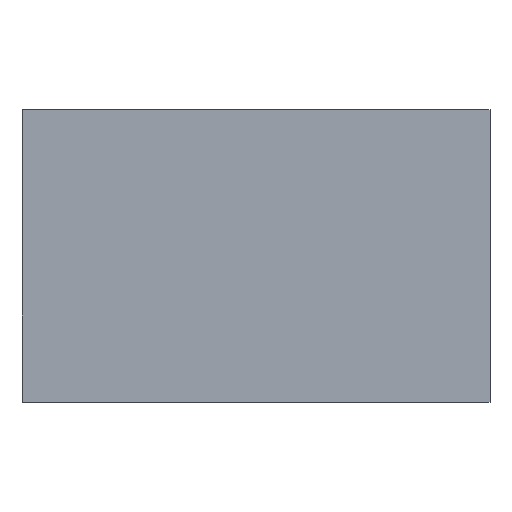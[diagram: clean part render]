
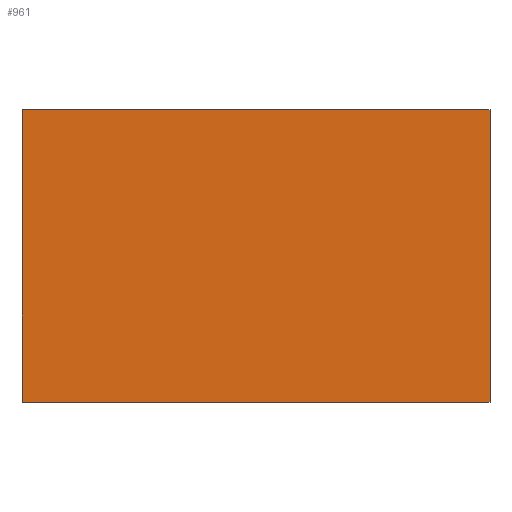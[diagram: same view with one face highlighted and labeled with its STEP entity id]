
A CAD part, top view. The second image highlights one B-rep face of the part: STEP entity #961.
In plain terms, the highlighted planar face has unit normal (0, 0, 1).
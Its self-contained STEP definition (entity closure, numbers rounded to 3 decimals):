
#75=FACE_OUTER_BOUND('',#130,.T.);
#130=EDGE_LOOP('',(#856,#857,#858,#859));
#254=LINE('',#1516,#383);
#256=LINE('',#1520,#385);
#258=LINE('',#1524,#387);
#260=LINE('',#1527,#389);
#383=VECTOR('',#1247,10.);
#385=VECTOR('',#1251,10.);
#387=VECTOR('',#1255,10.);
#389=VECTOR('',#1259,10.);
#472=VERTEX_POINT('',#1513);
#473=VERTEX_POINT('',#1515);
#474=VERTEX_POINT('',#1519);
#475=VERTEX_POINT('',#1523);
#598=EDGE_CURVE('',#472,#473,#254,.T.);
#600=EDGE_CURVE('',#473,#474,#256,.T.);
#602=EDGE_CURVE('',#474,#475,#258,.T.);
#604=EDGE_CURVE('',#475,#472,#260,.T.);
#856=ORIENTED_EDGE('',*,*,#598,.F.);
#857=ORIENTED_EDGE('',*,*,#604,.F.);
#858=ORIENTED_EDGE('',*,*,#602,.F.);
#859=ORIENTED_EDGE('',*,*,#600,.F.);
#911=PLANE('',#1031);
#961=ADVANCED_FACE('',(#75),#911,.T.);
#1031=AXIS2_PLACEMENT_3D('',#1528,#1260,#1261);
#1247=DIRECTION('',(0.,-1.,0.));
#1251=DIRECTION('',(-1.,0.,0.));
#1255=DIRECTION('',(0.,1.,0.));
#1259=DIRECTION('',(1.,0.,0.));
#1260=DIRECTION('center_axis',(0.,0.,1.));
#1261=DIRECTION('ref_axis',(1.,0.,0.));
#1513=CARTESIAN_POINT('',(1.,0.625,0.5));
#1515=CARTESIAN_POINT('',(1.,-0.625,0.5));
#1516=CARTESIAN_POINT('',(1.,0.625,0.5));
#1519=CARTESIAN_POINT('',(-1.,-0.625,0.5));
#1520=CARTESIAN_POINT('',(1.,-0.625,0.5));
#1523=CARTESIAN_POINT('',(-1.,0.625,0.5));
#1524=CARTESIAN_POINT('',(-1.,-0.625,0.5));
#1527=CARTESIAN_POINT('',(-1.,0.625,0.5));
#1528=CARTESIAN_POINT('Origin',(0.,0.,0.5));
